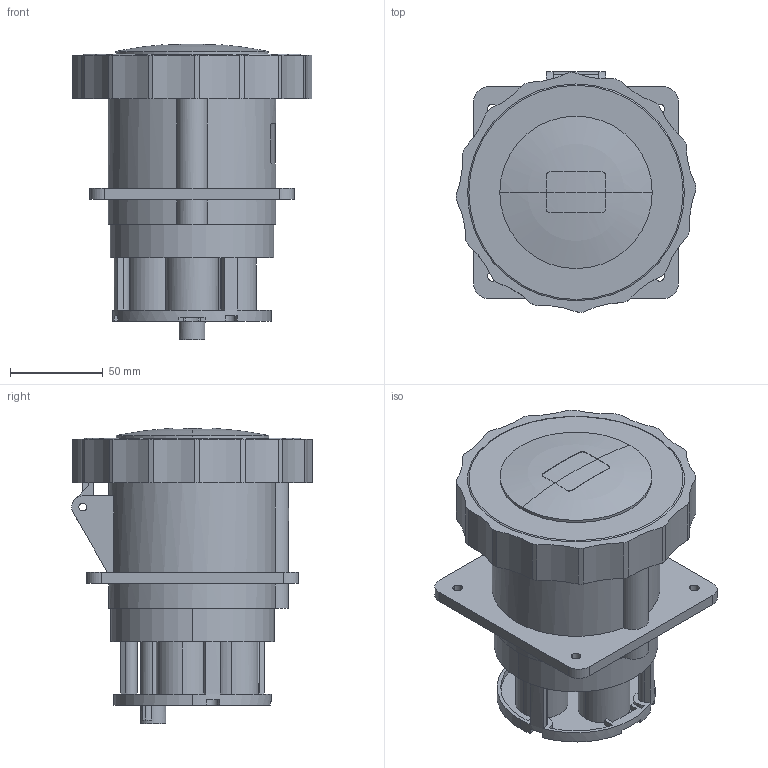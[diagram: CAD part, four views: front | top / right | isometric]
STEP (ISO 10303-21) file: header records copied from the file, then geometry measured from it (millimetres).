
FILE_DESCRIPTION((''),'2;1');
FILE_NAME('SB108766Y_3D-SOFTWARE_COLOUR','2013-09-13T',('SESA217760'),('Schneider-Electric'),'PRO/ENGINEER BY PARAMETRIC TECHNOLOGY CORPORATION, 2011410','PRO/ENGINEER BY PARAMETRIC TECHNOLOGY CORPORATION, 2011410','');
FILE_SCHEMA(('CONFIG_CONTROL_DESIGN'));
Length unit declared in the file: millimetre
Products named in the file (1): SB108766Y_3D-SOFTWARE_COLOUR
Bounding box: 128.98 x 129.49 x 158.9 mm (x, y, z)
Volume: 400824.9 mm3; surface area: 256371.5 mm2
Topology: 1 solids, 1 shells, 410 faces, 1134 edges, 744 vertices
Faces by surface type: plane 204, cylinder 190, sphere 6, cone 4, bspline 4, torus 2
Entity records: 13633 total; most frequent: CARTESIAN_POINT 2649, DIRECTION 2378, ORIENTED_EDGE 2260, EDGE_CURVE 1130, AXIS2_PLACEMENT_3D 874, VERTEX_POINT 744, VECTOR 630, LINE 630
